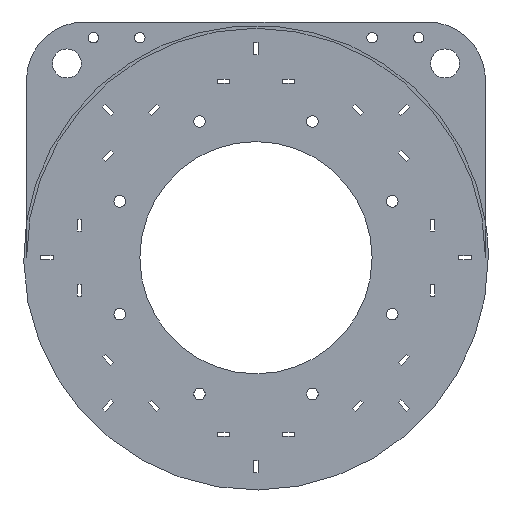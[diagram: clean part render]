
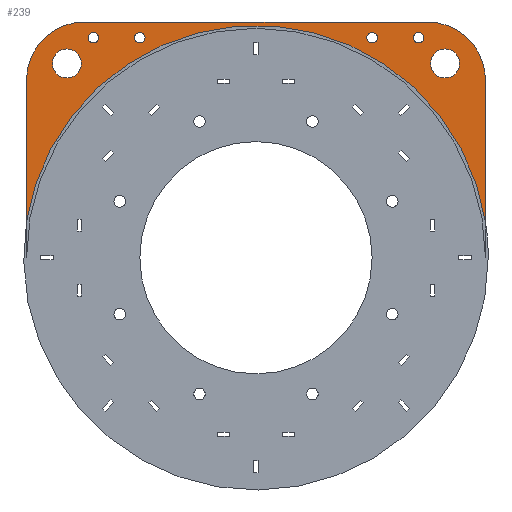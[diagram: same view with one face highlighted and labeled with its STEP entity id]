
A CAD part, front view. The second image highlights one B-rep face of the part: STEP entity #239.
In plain terms, the highlighted planar face has unit normal (0, -1, 0).
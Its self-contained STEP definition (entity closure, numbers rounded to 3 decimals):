
#32 = VERTEX_POINT('',#33);
#33 = CARTESIAN_POINT('',(197.594,-3.,153.));
#39 = EDGE_CURVE('',#32,#40,#42,.T.);
#40 = VERTEX_POINT('',#41);
#41 = CARTESIAN_POINT('',(197.594,-3.,30.928));
#42 = LINE('',#43,#44);
#43 = CARTESIAN_POINT('',(197.594,-3.,203.));
#44 = VECTOR('',#45,1.);
#45 = DIRECTION('',(0.,0.,-1.));
#187 = VERTEX_POINT('',#188);
#188 = CARTESIAN_POINT('',(147.594,-3.,203.));
#194 = EDGE_CURVE('',#32,#187,#195,.T.);
#195 = CIRCLE('',#196,50.);
#196 = AXIS2_PLACEMENT_3D('',#197,#198,#199);
#197 = CARTESIAN_POINT('',(147.594,-3.,153.));
#198 = DIRECTION('',(0.,-1.,0.));
#199 = DIRECTION('',(0.,0.,-1.));
#239 = ADVANCED_FACE('',(#240,#284,#295,#306,#317,#328,#339),#350,.F.);
#240 = FACE_BOUND('',#241,.F.);
#241 = EDGE_LOOP('',(#242,#252,#261,#269,#275,#276,#277));
#242 = ORIENTED_EDGE('',*,*,#243,.F.);
#243 = EDGE_CURVE('',#244,#246,#248,.T.);
#244 = VERTEX_POINT('',#245);
#245 = CARTESIAN_POINT('',(-197.594,-3.,153.));
#246 = VERTEX_POINT('',#247);
#247 = CARTESIAN_POINT('',(-197.594,-3.,30.928));
#248 = LINE('',#249,#250);
#249 = CARTESIAN_POINT('',(-197.594,-3.,203.));
#250 = VECTOR('',#251,1.);
#251 = DIRECTION('',(0.,0.,-1.));
#252 = ORIENTED_EDGE('',*,*,#253,.T.);
#253 = EDGE_CURVE('',#244,#254,#256,.T.);
#254 = VERTEX_POINT('',#255);
#255 = CARTESIAN_POINT('',(-147.594,-3.,203.));
#256 = CIRCLE('',#257,50.);
#257 = AXIS2_PLACEMENT_3D('',#258,#259,#260);
#258 = CARTESIAN_POINT('',(-147.594,-3.,153.));
#259 = DIRECTION('',(0.,1.,0.));
#260 = DIRECTION('',(0.,0.,-1.));
#261 = ORIENTED_EDGE('',*,*,#262,.T.);
#262 = EDGE_CURVE('',#254,#263,#265,.T.);
#263 = VERTEX_POINT('',#264);
#264 = CARTESIAN_POINT('',(0.,-3.,203.));
#265 = LINE('',#266,#267);
#266 = CARTESIAN_POINT('',(-197.594,-3.,203.));
#267 = VECTOR('',#268,1.);
#268 = DIRECTION('',(1.,0.,0.));
#269 = ORIENTED_EDGE('',*,*,#270,.T.);
#270 = EDGE_CURVE('',#263,#187,#271,.T.);
#271 = LINE('',#272,#273);
#272 = CARTESIAN_POINT('',(0.,-3.,203.));
#273 = VECTOR('',#274,1.);
#274 = DIRECTION('',(1.,0.,0.));
#275 = ORIENTED_EDGE('',*,*,#194,.F.);
#276 = ORIENTED_EDGE('',*,*,#39,.T.);
#277 = ORIENTED_EDGE('',*,*,#278,.T.);
#278 = EDGE_CURVE('',#40,#246,#279,.T.);
#279 = CIRCLE('',#280,200.);
#280 = AXIS2_PLACEMENT_3D('',#281,#282,#283);
#281 = CARTESIAN_POINT('',(0.,-3.,0.));
#282 = DIRECTION('',(0.,-1.,0.));
#283 = DIRECTION('',(1.,0.,0.));
#284 = FACE_BOUND('',#285,.F.);
#285 = EDGE_LOOP('',(#286));
#286 = ORIENTED_EDGE('',*,*,#287,.T.);
#287 = EDGE_CURVE('',#288,#288,#290,.T.);
#288 = VERTEX_POINT('',#289);
#289 = CARTESIAN_POINT('',(-150.327,-3.,167.281));
#290 = CIRCLE('',#291,12.5);
#291 = AXIS2_PLACEMENT_3D('',#292,#293,#294);
#292 = CARTESIAN_POINT('',(-162.827,-3.,167.281));
#293 = DIRECTION('',(0.,-1.,0.));
#294 = DIRECTION('',(1.,0.,0.));
#295 = FACE_BOUND('',#296,.F.);
#296 = EDGE_LOOP('',(#297));
#297 = ORIENTED_EDGE('',*,*,#298,.T.);
#298 = EDGE_CURVE('',#299,#299,#301,.T.);
#299 = VERTEX_POINT('',#300);
#300 = CARTESIAN_POINT('',(-135.5,-3.,189.5));
#301 = CIRCLE('',#302,4.5);
#302 = AXIS2_PLACEMENT_3D('',#303,#304,#305);
#303 = CARTESIAN_POINT('',(-140.,-3.,189.5));
#304 = DIRECTION('',(0.,-1.,0.));
#305 = DIRECTION('',(1.,0.,0.));
#306 = FACE_BOUND('',#307,.F.);
#307 = EDGE_LOOP('',(#308));
#308 = ORIENTED_EDGE('',*,*,#309,.T.);
#309 = EDGE_CURVE('',#310,#310,#312,.T.);
#310 = VERTEX_POINT('',#311);
#311 = CARTESIAN_POINT('',(-95.5,-3.,189.5));
#312 = CIRCLE('',#313,4.5);
#313 = AXIS2_PLACEMENT_3D('',#314,#315,#316);
#314 = CARTESIAN_POINT('',(-100.,-3.,189.5));
#315 = DIRECTION('',(0.,-1.,0.));
#316 = DIRECTION('',(1.,0.,0.));
#317 = FACE_BOUND('',#318,.F.);
#318 = EDGE_LOOP('',(#319));
#319 = ORIENTED_EDGE('',*,*,#320,.T.);
#320 = EDGE_CURVE('',#321,#321,#323,.T.);
#321 = VERTEX_POINT('',#322);
#322 = CARTESIAN_POINT('',(175.327,-3.,167.281));
#323 = CIRCLE('',#324,12.5);
#324 = AXIS2_PLACEMENT_3D('',#325,#326,#327);
#325 = CARTESIAN_POINT('',(162.827,-3.,167.281));
#326 = DIRECTION('',(0.,-1.,0.));
#327 = DIRECTION('',(1.,0.,0.));
#328 = FACE_BOUND('',#329,.F.);
#329 = EDGE_LOOP('',(#330));
#330 = ORIENTED_EDGE('',*,*,#331,.T.);
#331 = EDGE_CURVE('',#332,#332,#334,.T.);
#332 = VERTEX_POINT('',#333);
#333 = CARTESIAN_POINT('',(104.5,-3.,189.5));
#334 = CIRCLE('',#335,4.5);
#335 = AXIS2_PLACEMENT_3D('',#336,#337,#338);
#336 = CARTESIAN_POINT('',(100.,-3.,189.5));
#337 = DIRECTION('',(0.,-1.,0.));
#338 = DIRECTION('',(1.,0.,0.));
#339 = FACE_BOUND('',#340,.F.);
#340 = EDGE_LOOP('',(#341));
#341 = ORIENTED_EDGE('',*,*,#342,.T.);
#342 = EDGE_CURVE('',#343,#343,#345,.T.);
#343 = VERTEX_POINT('',#344);
#344 = CARTESIAN_POINT('',(144.5,-3.,189.5));
#345 = CIRCLE('',#346,4.5);
#346 = AXIS2_PLACEMENT_3D('',#347,#348,#349);
#347 = CARTESIAN_POINT('',(140.,-3.,189.5));
#348 = DIRECTION('',(0.,-1.,0.));
#349 = DIRECTION('',(1.,0.,0.));
#350 = PLANE('',#351);
#351 = AXIS2_PLACEMENT_3D('',#352,#353,#354);
#352 = CARTESIAN_POINT('',(0.,-3.,141.283));
#353 = DIRECTION('',(0.,1.,0.));
#354 = DIRECTION('',(0.,0.,1.));
